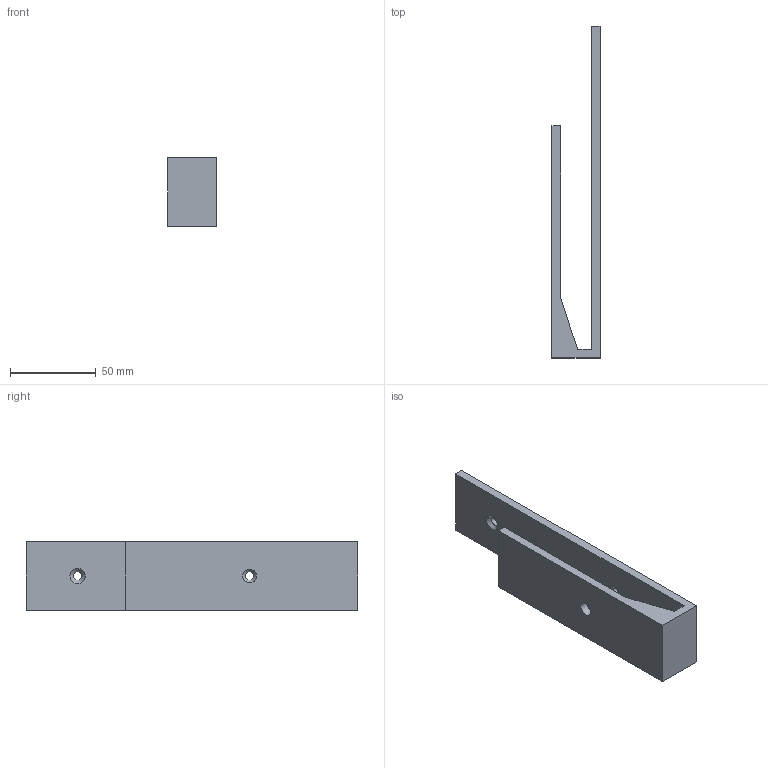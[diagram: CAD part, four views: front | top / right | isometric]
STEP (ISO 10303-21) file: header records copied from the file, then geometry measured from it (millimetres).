
FILE_DESCRIPTION(/* description */ ('Alibre Inc.'),/* implementation_level */ '2;1');
FILE_NAME(/* name */ 'export-B55CCDE8-C621-4604-A818-51ABD5D2FFF7',/* time_stamp */ '2024-07-06T15:56:18-04:00',/* author */ (''),/* organization */ (''),/* preprocessor_version */ 'ST-DEVELOPER v17',/* originating_system */ 'Alibre',/* authorisation */ '');
FILE_SCHEMA (('CONFIG_CONTROL_DESIGN'));
Length unit declared in the file: centimetre
Bounding box: 28 x 193 x 40 mm (x, y, z)
Volume: 74672.7 mm3; surface area: 31582.2 mm2
Topology: 1 solids, 1 shells, 16 faces, 41 edges, 27 vertices
Faces by surface type: plane 11, cylinder 3, cone 2
Full cylindrical faces by diameter (mm): 5 x2, 8 x1
Entity records: 537 total; most frequent: CARTESIAN_POINT 77, ORIENTED_EDGE 70, DIRECTION 64, EDGE_CURVE 35, VECTOR 27, LINE 27, EDGE_LOOP 27, FACE_BOUND 27
